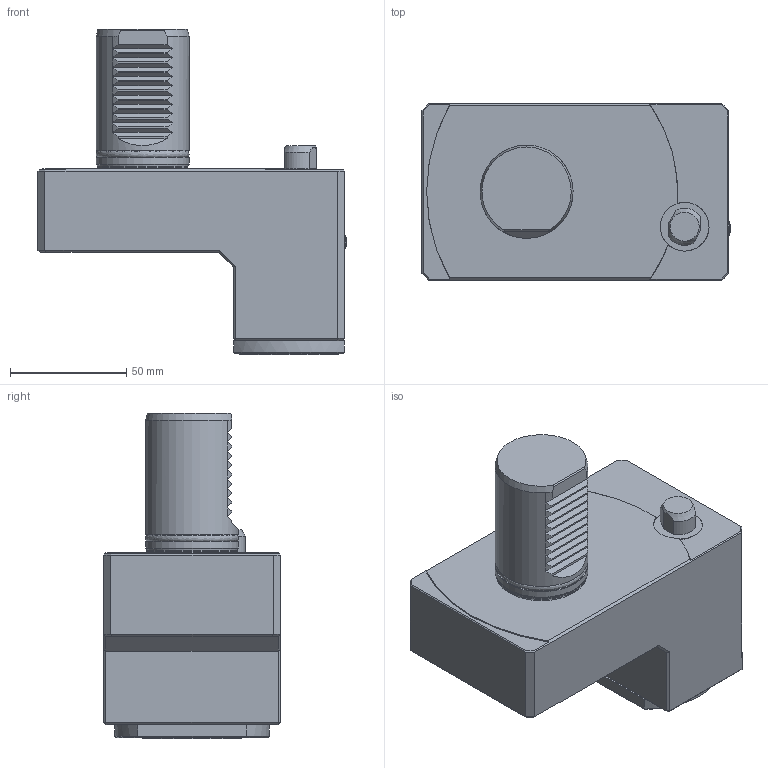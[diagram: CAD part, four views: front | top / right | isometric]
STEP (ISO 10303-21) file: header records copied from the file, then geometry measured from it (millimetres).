
FILE_DESCRIPTION(/* description */ (''),/* implementation_level */ '2;1');
FILE_NAME(/* name */ '1617615098133.stp',/* time_stamp */ '2021-04-05T11:31:46+02:00',/* author */ (''),/* organization */ ('SMS'),/* preprocessor_version */ 'ST-DEVELOPER v16.7',/* originating_system */ 'SIEMENS PLM Software NX 12.0',/* authorisation */ '');
FILE_SCHEMA (('AUTOMOTIVE_DESIGN { 1 0 10303 214 3 1 1 1 }'));
Length unit declared in the file: millimetre
Products named in the file (1): 203459206mod000_00
Bounding box: 132.54 x 76 x 140 mm (x, y, z)
Volume: 574992.2 mm3; surface area: 56076 mm2
Topology: 1 solids, 1 shells, 152 faces, 357 edges, 222 vertices
Faces by surface type: plane 102, cylinder 32, cone 8, sphere 5, torus 3, bspline 2
Full cylindrical faces by diameter (mm): 2.5 x1, 5.7 x1, 7.2 x4, 12 x1, 21 x1, 31.6 x1, 36.5 x2, 39 x1, 40 x3
Entity records: 4371 total; most frequent: CARTESIAN_POINT 1150, DIRECTION 679, ORIENTED_EDGE 602, EDGE_CURVE 301, AXIS2_PLACEMENT_3D 254, VERTEX_POINT 203, EDGE_LOOP 184, LINE 171
